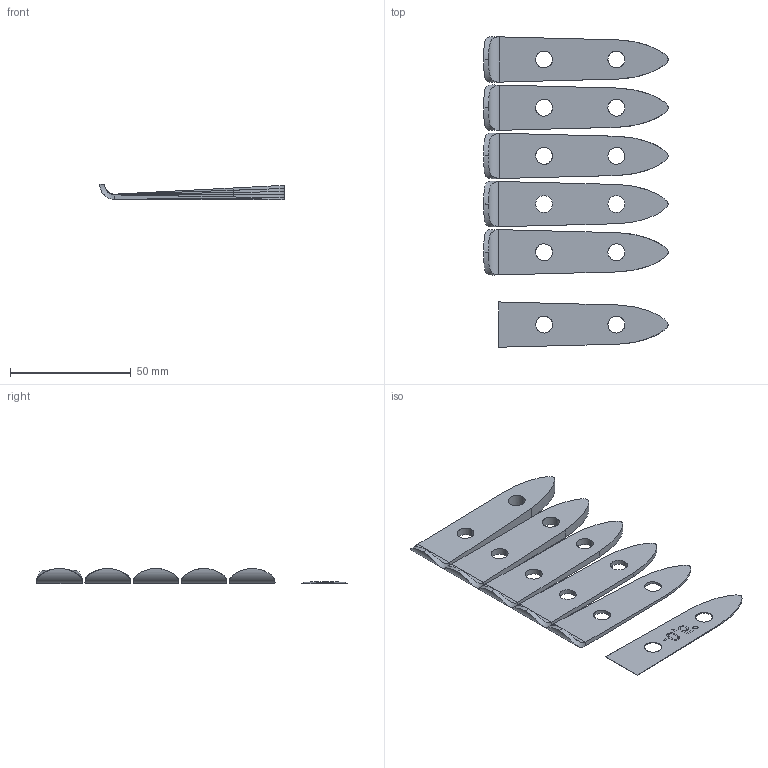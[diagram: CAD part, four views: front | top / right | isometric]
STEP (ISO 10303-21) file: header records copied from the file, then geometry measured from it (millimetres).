
FILE_DESCRIPTION(/* description */ (''),/* implementation_level */ '2;1');
FILE_NAME(/* name */ 'GONG TAIL WING SHIMS',/* time_stamp */ '2025-02-13T15:10:57+01:00',/* author */ (''),/* organization */ (''),/* preprocessor_version */ 'ST-DEVELOPER v19.2',/* originating_system */ 'Rhino 8.16',/* authorisation */ '');
FILE_SCHEMA (('CONFIG_CONTROL_DESIGN'));
Length unit declared in the file: millimetre
Products named in the file (1): Document
Bounding box: 76.5 x 128.82 x 6.25 mm (x, y, z)
Volume: 7369.3 mm3; surface area: 16715.2 mm2
Topology: 4 solids, 6 shells, 218 faces, 524 edges, 341 vertices
Faces by surface type: plane 102, bspline 82, cylinder 34
Entity records: 10625 total; most frequent: CARTESIAN_POINT 6801, ORIENTED_EDGE 1040, EDGE_CURVE 524, B_SPLINE_CURVE_WITH_KNOTS 460, VERTEX_POINT 341, EDGE_LOOP 269, ADVANCED_FACE 218, FACE_OUTER_BOUND 218
